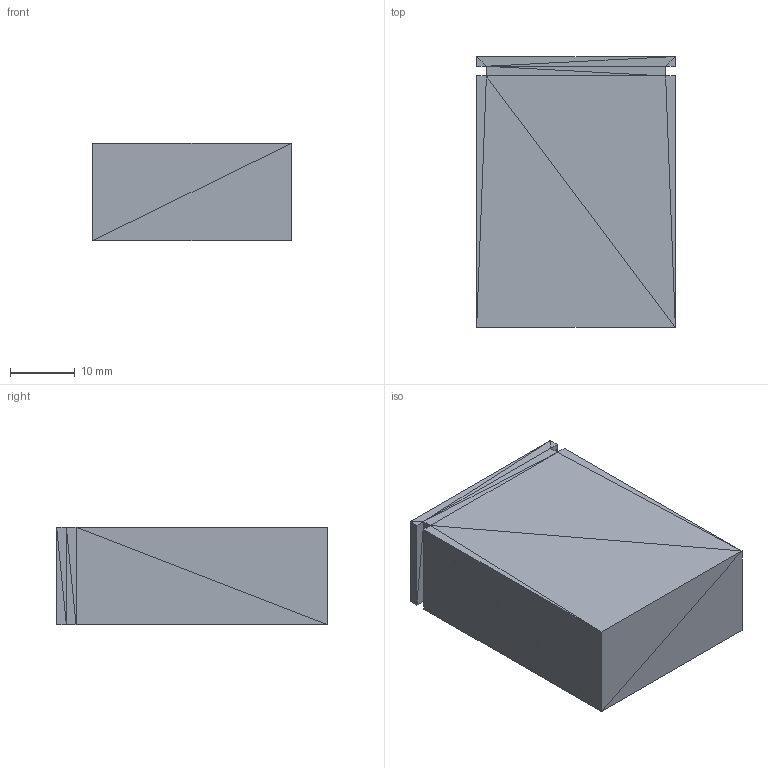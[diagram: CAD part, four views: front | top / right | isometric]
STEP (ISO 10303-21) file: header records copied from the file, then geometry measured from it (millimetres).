
FILE_DESCRIPTION(('FreeCAD Model'),'2;1');
FILE_NAME('Open CASCADE Shape Model','2023-04-14T16:10:43',('Author'),( ''),'Open CASCADE STEP processor 7.6','FreeCAD','Unknown');
FILE_SCHEMA(('AUTOMOTIVE_DESIGN { 1 0 10303 214 1 1 1 1 }'));
Length unit declared in the file: millimetre
Products named in the file (1): usb_holder_w_reset_cutout001
Bounding box: 30.6 x 41.7 x 15 mm (x, y, z)
Surface area: 4802 mm2 (no closed solid volume)
Topology: 0 solids, 1 shells, 44 faces, 66 edges, 24 vertices
Faces by surface type: plane 44
Entity records: 1750 total; most frequent: DIRECTION 288, CARTESIAN_POINT 267, LINE 198, VECTOR 198, ORIENTED_EDGE 132, PCURVE 132, DEFINITIONAL_REPRESENTATION 132, EDGE_CURVE 66
